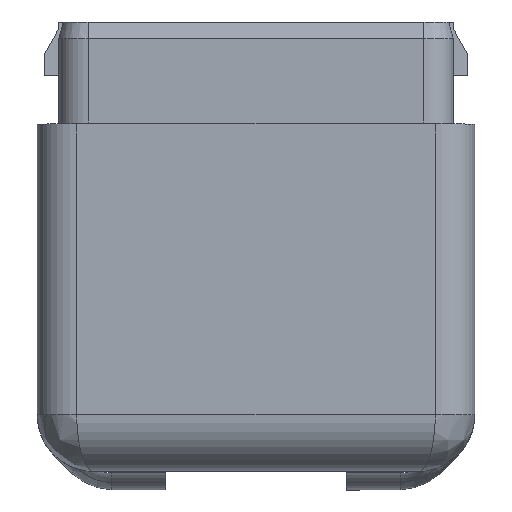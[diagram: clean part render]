
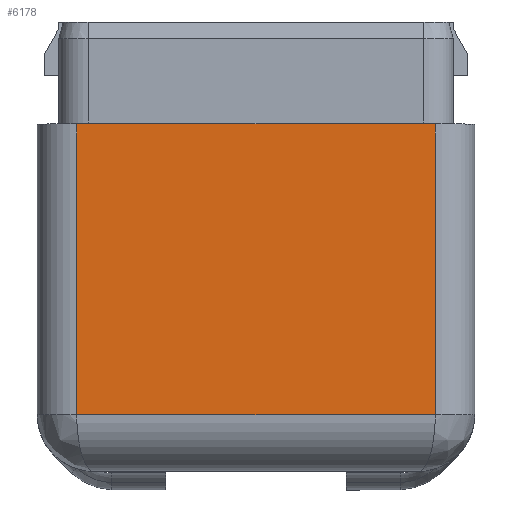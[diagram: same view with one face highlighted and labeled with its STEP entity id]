
A CAD part, top view. The second image highlights one B-rep face of the part: STEP entity #6178.
In plain terms, the highlighted planar face has unit normal (0, 0, 1).
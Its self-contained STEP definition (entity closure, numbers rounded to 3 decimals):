
#1814=DIRECTION('',(1.,0.,0.));
#1815=VECTOR('',#1814,31.8);
#1816=CARTESIAN_POINT('',(-15.9,5.,38.8));
#1817=LINE('',#1816,#1815);
#1822=DIRECTION('',(-1.,0.,0.));
#1823=VECTOR('',#1822,31.8);
#1824=CARTESIAN_POINT('',(15.9,30.8,38.8));
#1825=LINE('',#1824,#1823);
#1826=DIRECTION('',(0.,1.,0.));
#1827=VECTOR('',#1826,25.8);
#1828=CARTESIAN_POINT('',(15.9,5.,38.8));
#1829=LINE('',#1828,#1827);
#1868=DIRECTION('',(0.,-1.,0.));
#1869=VECTOR('',#1868,25.8);
#1870=CARTESIAN_POINT('',(-15.9,30.8,38.8));
#1871=LINE('',#1870,#1869);
#3035=CARTESIAN_POINT('',(-15.9,30.8,38.8));
#3036=CARTESIAN_POINT('',(-15.9,5.,38.8));
#3037=VERTEX_POINT('',#3035);
#3038=VERTEX_POINT('',#3036);
#3043=CARTESIAN_POINT('',(15.9,5.,38.8));
#3044=CARTESIAN_POINT('',(15.9,30.8,38.8));
#3045=VERTEX_POINT('',#3043);
#3046=VERTEX_POINT('',#3044);
#6165=CARTESIAN_POINT('',(0.,0.,38.8));
#6166=DIRECTION('',(0.,0.,1.));
#6167=DIRECTION('',(1.,0.,0.));
#6168=AXIS2_PLACEMENT_3D('',#6165,#6166,#6167);
#6169=PLANE('',#6168);
#6170=ORIENTED_EDGE('',*,*,#3798,.F.);
#6172=ORIENTED_EDGE('',*,*,#6171,.F.);
#6173=ORIENTED_EDGE('',*,*,#6156,.F.);
#6175=ORIENTED_EDGE('',*,*,#6174,.F.);
#6176=EDGE_LOOP('',(#6170,#6172,#6173,#6175));
#6177=FACE_OUTER_BOUND('',#6176,.F.);
#6178=ADVANCED_FACE('',(#6177),#6169,.T.);
#3798=EDGE_CURVE('',#3046,#3037,#1825,.T.);
#6156=EDGE_CURVE('',#3038,#3045,#1817,.T.);
#6171=EDGE_CURVE('',#3045,#3046,#1829,.T.);
#6174=EDGE_CURVE('',#3037,#3038,#1871,.T.);
